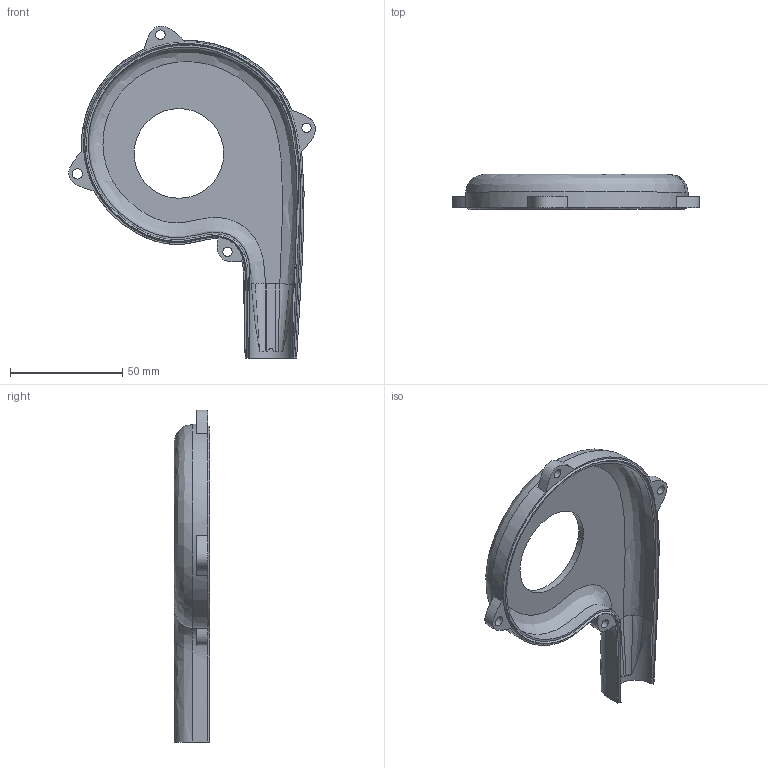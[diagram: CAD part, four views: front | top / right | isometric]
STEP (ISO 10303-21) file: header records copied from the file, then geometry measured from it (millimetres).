
FILE_DESCRIPTION(/* description */ (''),/* implementation_level */ '2;1');
FILE_NAME(/* name */ 'top.step',/* time_stamp */ '2020-03-24T18:43:42+01:00',/* author */ (''),/* organization */ (''),/* preprocessor_version */ 'ST-DEVELOPER v18',/* originating_system */ 'Autodesk Translation Framework v8.12.0.6',/* authorisation */ '');
FILE_SCHEMA (('AUTOMOTIVE_DESIGN { 1 0 10303 214 3 1 1 }'));
Length unit declared in the file: millimetre
Products named in the file (1): top
Bounding box: 109.95 x 15.8 x 148 mm (x, y, z)
Volume: 37251.9 mm3; surface area: 24627.3 mm2
Topology: 1 solids, 1 shells, 38 faces, 101 edges, 65 vertices
Faces by surface type: bspline 18, plane 14, cylinder 6
Full cylindrical faces by diameter (mm): 4.2 x3, 4.602 x1, 40 x1
Entity records: 3070 total; most frequent: CARTESIAN_POINT 2224, ORIENTED_EDGE 202, DIRECTION 111, EDGE_CURVE 101, VERTEX_POINT 65, EDGE_LOOP 48, LINE 39, VECTOR 39
